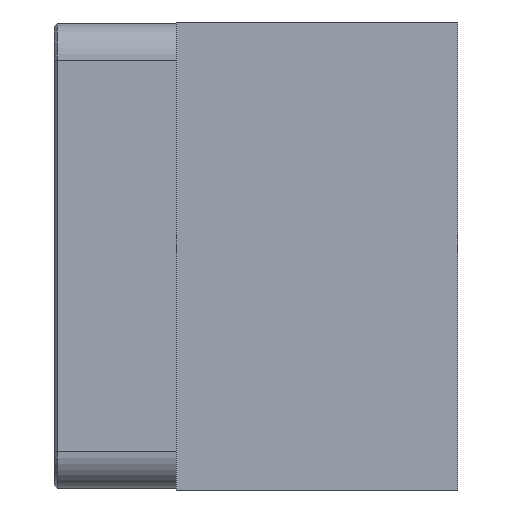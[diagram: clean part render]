
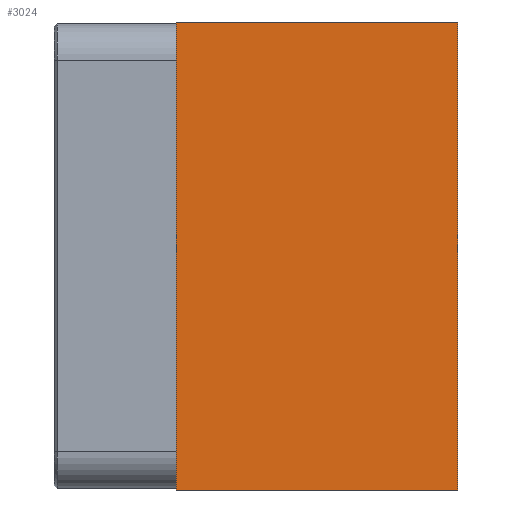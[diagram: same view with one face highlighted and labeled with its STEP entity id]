
A CAD part, left-side view. The second image highlights one B-rep face of the part: STEP entity #3024.
In plain terms, the highlighted planar face has unit normal (-1, 0, 0).
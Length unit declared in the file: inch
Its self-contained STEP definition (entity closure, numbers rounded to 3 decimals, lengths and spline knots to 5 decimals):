
#5=DIRECTION('',(0.,-1.,0.));
#6=VECTOR('',#5,2.875);
#7=CARTESIAN_POINT('',(0.,-1.25,0.));
#8=LINE('',#7,#6);
#205=DIRECTION('',(0.,0.,1.));
#206=VECTOR('',#205,4.781);
#207=CARTESIAN_POINT('',(0.,-4.125,0.));
#208=LINE('',#207,#206);
#289=DIRECTION('',(0.,0.,1.));
#290=VECTOR('',#289,4.781);
#291=CARTESIAN_POINT('',(0.,-1.25,0.));
#292=LINE('',#291,#290);
#305=DIRECTION('',(0.,-1.,0.));
#306=VECTOR('',#305,2.875);
#307=CARTESIAN_POINT('',(0.,-1.25,4.781));
#308=LINE('',#307,#306);
#2301=CARTESIAN_POINT('',(0.,-4.125,0.));
#2303=VERTEX_POINT('',#2301);
#2305=CARTESIAN_POINT('',(0.,-4.125,4.781));
#2307=VERTEX_POINT('',#2305);
#2689=CARTESIAN_POINT('',(0.,-1.25,0.));
#2691=VERTEX_POINT('',#2689);
#2693=CARTESIAN_POINT('',(0.,-1.25,4.781));
#2695=VERTEX_POINT('',#2693);
#3012=CARTESIAN_POINT('',(0.,0.,0.));
#3013=DIRECTION('',(-1.,0.,0.));
#3014=DIRECTION('',(0.,-1.,0.));
#3015=AXIS2_PLACEMENT_3D('',#3012,#3013,#3014);
#3016=PLANE('',#3015);
#3017=ORIENTED_EDGE('',*,*,#2755,.T.);
#3019=ORIENTED_EDGE('',*,*,#3018,.T.);
#3020=ORIENTED_EDGE('',*,*,#2956,.F.);
#3021=ORIENTED_EDGE('',*,*,#2736,.F.);
#3022=EDGE_LOOP('',(#3017,#3019,#3020,#3021));
#3023=FACE_OUTER_BOUND('',#3022,.F.);
#3024=ADVANCED_FACE('',(#3023),#3016,.T.);
#2736=EDGE_CURVE('',#2691,#2303,#8,.T.);
#2755=EDGE_CURVE('',#2691,#2695,#292,.T.);
#2956=EDGE_CURVE('',#2303,#2307,#208,.T.);
#3018=EDGE_CURVE('',#2695,#2307,#308,.T.);
